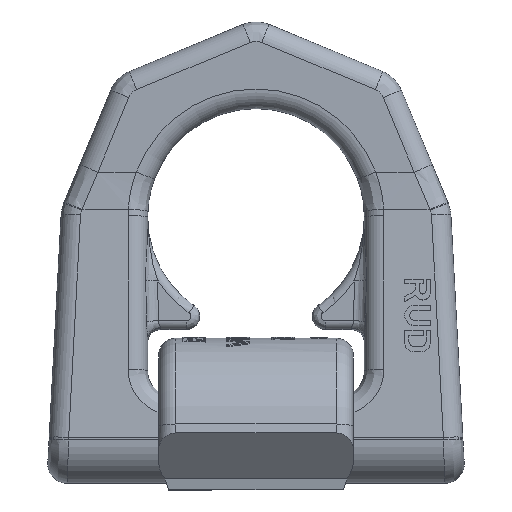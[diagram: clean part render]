
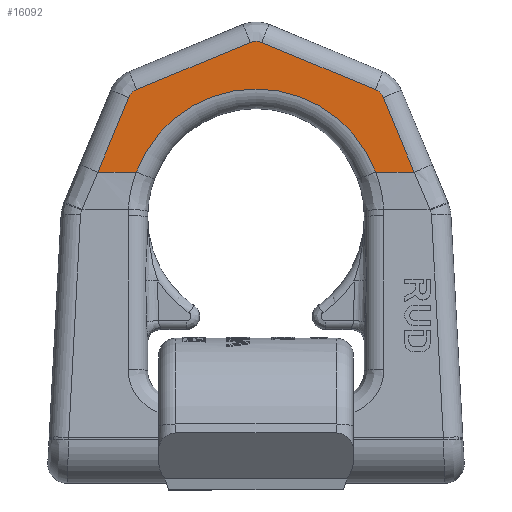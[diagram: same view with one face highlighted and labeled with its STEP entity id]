
A CAD part, top view. The second image highlights one B-rep face of the part: STEP entity #16092.
In plain terms, the highlighted planar face has unit normal (0, 0, 1).
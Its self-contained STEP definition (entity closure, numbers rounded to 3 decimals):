
#9306=CARTESIAN_POINT('',(-55.272,20.64,13.));
#9326=CARTESIAN_POINT('',(-73.01,20.64,13.));
#11535=DIRECTION('',(-1.,0.,0.));
#11536=VECTOR('',#11535,17.738);
#11537=CARTESIAN_POINT('',(-55.272,20.64,
13.));
#11538=LINE('',#11537,#11536);
#11539=DIRECTION('',(-0.383,-0.924,0.));
#11540=VECTOR('',#11539,37.27);
#11541=CARTESIAN_POINT('',(-58.747,55.073,13.));
#11542=LINE('',#11541,#11540);
#11543=CARTESIAN_POINT('',(-52.475,52.475,13.));
#11544=DIRECTION('',(0.,0.,1.));
#11545=DIRECTION('',(-0.383,0.924,0.));
#11546=AXIS2_PLACEMENT_3D('',#11543,#11544,#11545);
#11548=DIRECTION('',(-0.924,-0.383,0.));
#11549=VECTOR('',#11548,56.798);
#11550=CARTESIAN_POINT('',(-2.598,80.483,13.));
#11551=LINE('',#11550,#11549);
#11552=DIRECTION('',(0.924,-0.383,0.));
#11553=VECTOR('',#11552,56.798);
#11554=CARTESIAN_POINT('',(2.598,80.483,13.));
#11555=LINE('',#11554,#11553);
#11556=CARTESIAN_POINT('',(52.475,52.475,13.));
#11557=DIRECTION('',(0.,0.,-1.));
#11558=DIRECTION('',(0.383,0.924,0.));
#11559=AXIS2_PLACEMENT_3D('',#11556,#11557,#11558);
#11561=DIRECTION('',(0.383,-0.924,0.));
#11562=VECTOR('',#11561,37.27);
#11563=CARTESIAN_POINT('',(58.747,55.073,13.));
#11564=LINE('',#11563,#11562);
#11565=DIRECTION('',(1.,0.,0.));
#11566=VECTOR('',#11565,17.738);
#11567=CARTESIAN_POINT('',(55.272,20.64,13.));
#11568=LINE('',#11567,#11566);
#11574=CARTESIAN_POINT('',(0.,0.,13.));
#11575=DIRECTION('',(0.,0.,-1.));
#11576=DIRECTION('',(-0.937,0.35,0.));
#11577=AXIS2_PLACEMENT_3D('',#11574,#11575,#11576);
#11584=CARTESIAN_POINT('',(55.272,20.64,13.));
#11600=CARTESIAN_POINT('',(73.01,20.64,13.));
#11633=CARTESIAN_POINT('',(0.,74.211,13.));
#11634=DIRECTION('',(0.,0.,1.));
#11635=DIRECTION('',(0.383,0.924,0.));
#11636=AXIS2_PLACEMENT_3D('',#11633,#11634,#11635);
#12754=VERTEX_POINT('',#9326);
#12756=CARTESIAN_POINT('',(-58.747,55.073,13.));
#12757=VERTEX_POINT('',#12756);
#12760=CARTESIAN_POINT('',(-55.073,58.747,13.));
#12761=VERTEX_POINT('',#12760);
#12764=CARTESIAN_POINT('',(-2.598,80.483,13.));
#12765=VERTEX_POINT('',#12764);
#12788=VERTEX_POINT('',#11600);
#12790=CARTESIAN_POINT('',(58.747,55.073,13.));
#12791=VERTEX_POINT('',#12790);
#12794=CARTESIAN_POINT('',(55.073,58.747,13.));
#12795=VERTEX_POINT('',#12794);
#12798=CARTESIAN_POINT('',(2.598,80.483,13.));
#12799=VERTEX_POINT('',#12798);
#12880=VERTEX_POINT('',#9306);
#12903=VERTEX_POINT('',#11584);
#16067=CARTESIAN_POINT('',(0.,20.64,13.));
#16068=DIRECTION('',(0.,0.,1.));
#16069=DIRECTION('',(0.,1.,0.));
#16070=AXIS2_PLACEMENT_3D('',#16067,#16068,#16069);
#16071=PLANE('',#16070);
#16073=ORIENTED_EDGE('',*,*,#16072,.F.);
#16074=ORIENTED_EDGE('',*,*,#12981,.T.);
#16075=ORIENTED_EDGE('',*,*,#16058,.F.);
#16077=ORIENTED_EDGE('',*,*,#16076,.F.);
#16079=ORIENTED_EDGE('',*,*,#16078,.F.);
#16081=ORIENTED_EDGE('',*,*,#16080,.F.);
#16083=ORIENTED_EDGE('',*,*,#16082,.T.);
#16085=ORIENTED_EDGE('',*,*,#16084,.T.);
#16087=ORIENTED_EDGE('',*,*,#16086,.T.);
#16089=ORIENTED_EDGE('',*,*,#16088,.F.);
#16090=EDGE_LOOP('',(#16073,#16074,#16075,#16077,#16079,#16081,#16083,#16085,
#16087,#16089));
#16091=FACE_OUTER_BOUND('',#16090,.F.);
#16092=ADVANCED_FACE('',(#16091),#16071,.T.);
#11547=CIRCLE('',#11546,6.789);
#11560=CIRCLE('',#11559,6.789);
#11578=CIRCLE('',#11577,59.);
#11637=CIRCLE('',#11636,6.789);
#12981=EDGE_CURVE('',#12880,#12754,#11538,.T.);
#16058=EDGE_CURVE('',#12757,#12754,#11542,.T.);
#16072=EDGE_CURVE('',#12880,#12903,#11578,.T.);
#16076=EDGE_CURVE('',#12761,#12757,#11547,.T.);
#16078=EDGE_CURVE('',#12765,#12761,#11551,.T.);
#16080=EDGE_CURVE('',#12799,#12765,#11637,.T.);
#16082=EDGE_CURVE('',#12799,#12795,#11555,.T.);
#16084=EDGE_CURVE('',#12795,#12791,#11560,.T.);
#16086=EDGE_CURVE('',#12791,#12788,#11564,.T.);
#16088=EDGE_CURVE('',#12903,#12788,#11568,.T.);
